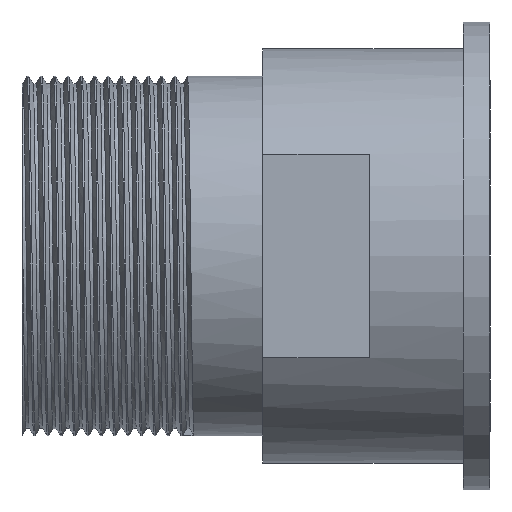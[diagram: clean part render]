
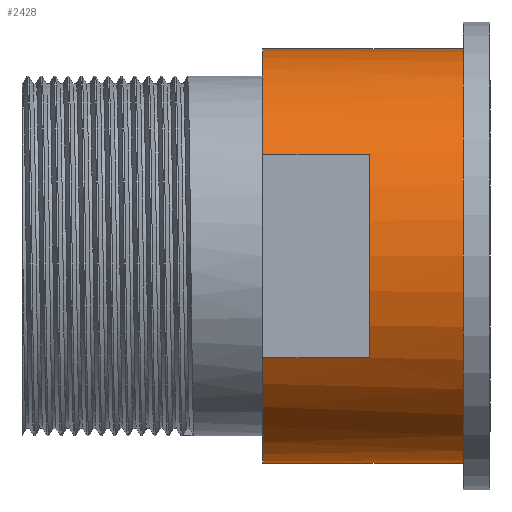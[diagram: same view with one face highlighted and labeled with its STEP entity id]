
A CAD part, front view. The second image highlights one B-rep face of the part: STEP entity #2428.
In plain terms, the highlighted cylindrical face has radius 15.5 mm (diameter 31 mm), a partial arc.
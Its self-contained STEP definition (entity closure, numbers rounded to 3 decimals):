
#71 = VECTOR ( 'NONE', #1741, 1000. ) ;
#120 = CARTESIAN_POINT ( 'NONE',  ( 2., 0., -15.5 ) ) ;
#138 = LINE ( 'NONE', #1497, #71 ) ;
#149 = CARTESIAN_POINT ( 'NONE',  ( -5., -13.5, 7.616 ) ) ;
#197 = AXIS2_PLACEMENT_3D ( 'NONE', #2049, #989, #1216 ) ;
#240 = CIRCLE ( 'NONE', #3322, 15.5 ) ;
#384 = DIRECTION ( 'NONE',  ( -1., 0., 0. ) ) ;
#401 = VERTEX_POINT ( 'NONE', #3183 ) ;
#535 = EDGE_CURVE ( 'NONE', #2177, #3118, #240, .T. ) ;
#563 = DIRECTION ( 'NONE',  ( -1., 0., 0. ) ) ;
#698 = LINE ( 'NONE', #3410, #2990 ) ;
#736 = DIRECTION ( 'NONE',  ( 0., 0., 1. ) ) ;
#805 = DIRECTION ( 'NONE',  ( 0., 0., 1. ) ) ;
#839 = DIRECTION ( 'NONE',  ( -1., 0., 0. ) ) ;
#854 = CARTESIAN_POINT ( 'NONE',  ( -13., 0., 0. ) ) ;
#881 = CIRCLE ( 'NONE', #1898, 15.5 ) ;
#963 = VERTEX_POINT ( 'NONE', #2095 ) ;
#989 = DIRECTION ( 'NONE',  ( 1., 0., 0. ) ) ;
#1000 = ORIENTED_EDGE ( 'NONE', *, *, #3300, .F. ) ;
#1004 = AXIS2_PLACEMENT_3D ( 'NONE', #854, #563, #1218 ) ;
#1019 = ORIENTED_EDGE ( 'NONE', *, *, #2241, .F. ) ;
#1066 = VERTEX_POINT ( 'NONE', #1205 ) ;
#1117 = ORIENTED_EDGE ( 'NONE', *, *, #535, .T. ) ;
#1205 = CARTESIAN_POINT ( 'NONE',  ( -13., -13.5, -7.616 ) ) ;
#1213 = EDGE_CURVE ( 'NONE', #1066, #401, #3361, .T. ) ;
#1216 = DIRECTION ( 'NONE',  ( 0., 0., -1. ) ) ;
#1218 = DIRECTION ( 'NONE',  ( 0., 0., 1. ) ) ;
#1223 = CIRCLE ( 'NONE', #1004, 15.5 ) ;
#1232 = FACE_OUTER_BOUND ( 'NONE', #1632, .T. ) ;
#1399 = DIRECTION ( 'NONE',  ( -1., 0., 0. ) ) ;
#1497 = CARTESIAN_POINT ( 'NONE',  ( -45.952, 0., -15.5 ) ) ;
#1514 = EDGE_CURVE ( 'NONE', #3118, #2267, #3296, .T. ) ;
#1536 = DIRECTION ( 'NONE',  ( -1., 0., 0. ) ) ;
#1609 = ORIENTED_EDGE ( 'NONE', *, *, #3442, .T. ) ;
#1632 = EDGE_LOOP ( 'NONE', ( #1000, #1117, #2020, #1019, #2258, #1609, #2545, #3153 ) ) ;
#1673 = CARTESIAN_POINT ( 'NONE',  ( 2., 0., 15.5 ) ) ;
#1728 = VERTEX_POINT ( 'NONE', #149 ) ;
#1737 = CARTESIAN_POINT ( 'NONE',  ( -13., 0., 0. ) ) ;
#1741 = DIRECTION ( 'NONE',  ( -1., 0., 0. ) ) ;
#1814 = DIRECTION ( 'NONE',  ( -1., 0., 0. ) ) ;
#1898 = AXIS2_PLACEMENT_3D ( 'NONE', #1737, #1399, #2473 ) ;
#2007 = CARTESIAN_POINT ( 'NONE',  ( -13., 0., 15.5 ) ) ;
#2020 = ORIENTED_EDGE ( 'NONE', *, *, #1514, .T. ) ;
#2049 = CARTESIAN_POINT ( 'NONE',  ( -5., 0., 0. ) ) ;
#2095 = CARTESIAN_POINT ( 'NONE',  ( -13., 0., -15.5 ) ) ;
#2139 = VECTOR ( 'NONE', #839, 1000. ) ;
#2177 = VERTEX_POINT ( 'NONE', #120 ) ;
#2213 = DIRECTION ( 'NONE',  ( 1., 0., 0. ) ) ;
#2241 = EDGE_CURVE ( 'NONE', #3253, #2267, #1223, .T. ) ;
#2258 = ORIENTED_EDGE ( 'NONE', *, *, #2382, .F. ) ;
#2267 = VERTEX_POINT ( 'NONE', #2007 ) ;
#2283 = EDGE_CURVE ( 'NONE', #963, #1066, #881, .T. ) ;
#2295 = AXIS2_PLACEMENT_3D ( 'NONE', #2561, #1536, #736 ) ;
#2347 = CYLINDRICAL_SURFACE ( 'NONE', #2295, 15.5 ) ;
#2382 = EDGE_CURVE ( 'NONE', #1728, #3253, #698, .T. ) ;
#2414 = CIRCLE ( 'NONE', #197, 15.5 ) ;
#2428 = ADVANCED_FACE ( 'NONE', ( #1232 ), #2347, .T. ) ;
#2473 = DIRECTION ( 'NONE',  ( 0., 0., 1. ) ) ;
#2505 = CARTESIAN_POINT ( 'NONE',  ( -13., -13.5, 7.616 ) ) ;
#2545 = ORIENTED_EDGE ( 'NONE', *, *, #1213, .F. ) ;
#2561 = CARTESIAN_POINT ( 'NONE',  ( -45.952, 0., 0. ) ) ;
#2949 = VECTOR ( 'NONE', #2213, 1000. ) ;
#2990 = VECTOR ( 'NONE', #384, 1000. ) ;
#3094 = CARTESIAN_POINT ( 'NONE',  ( -45.952, -13.5, -7.616 ) ) ;
#3118 = VERTEX_POINT ( 'NONE', #1673 ) ;
#3153 = ORIENTED_EDGE ( 'NONE', *, *, #2283, .F. ) ;
#3183 = CARTESIAN_POINT ( 'NONE',  ( -5., -13.5, -7.616 ) ) ;
#3253 = VERTEX_POINT ( 'NONE', #2505 ) ;
#3296 = LINE ( 'NONE', #3347, #2139 ) ;
#3300 = EDGE_CURVE ( 'NONE', #2177, #963, #138, .T. ) ;
#3322 = AXIS2_PLACEMENT_3D ( 'NONE', #3450, #1814, #805 ) ;
#3347 = CARTESIAN_POINT ( 'NONE',  ( -45.952, 0., 15.5 ) ) ;
#3361 = LINE ( 'NONE', #3094, #2949 ) ;
#3410 = CARTESIAN_POINT ( 'NONE',  ( -45.952, -13.5, 7.616 ) ) ;
#3442 = EDGE_CURVE ( 'NONE', #1728, #401, #2414, .T. ) ;
#3450 = CARTESIAN_POINT ( 'NONE',  ( 2., 0., 0. ) ) ;
